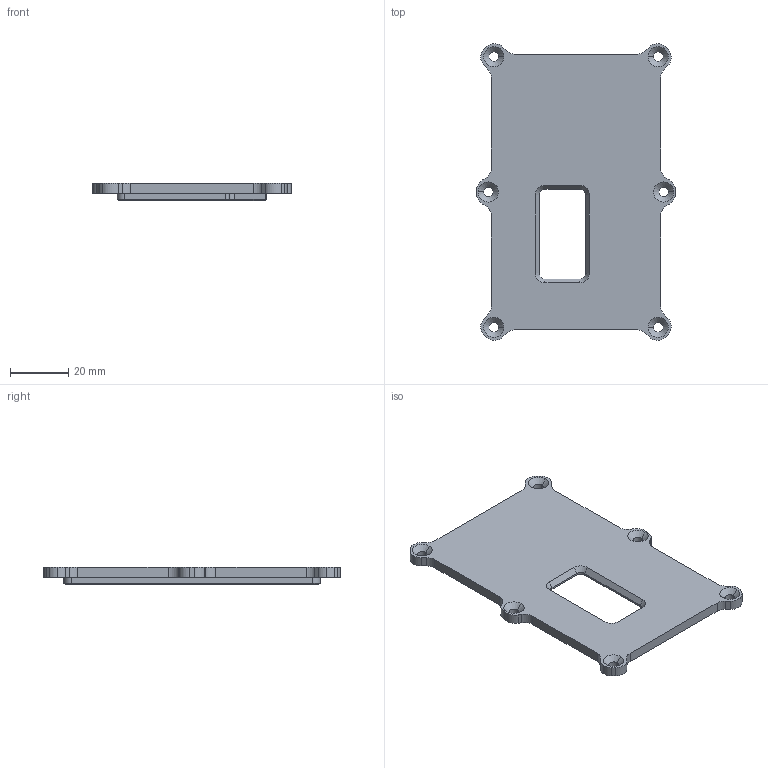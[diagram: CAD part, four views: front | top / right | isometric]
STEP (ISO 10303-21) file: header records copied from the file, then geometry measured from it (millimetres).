
FILE_DESCRIPTION (( 'STEP AP214' ), '1' );
FILE_NAME ('Deckel_Final.STEP', '2022-01-12T18:06:14', ( '' ), ( '' ), 'SwSTEP 2.0', 'SolidWorks 2019', '' );
FILE_SCHEMA (( 'AUTOMOTIVE_DESIGN' ));
Length unit declared in the file: millimetre
Products named in the file (1): Deckel_Final
Bounding box: 68.4 x 102.16 x 6 mm (x, y, z)
Volume: 18720.9 mm3; surface area: 14493.3 mm2
Topology: 1 solids, 1 shells, 152 faces, 404 edges, 259 vertices
Faces by surface type: cylinder 67, plane 63, cone 22
Entity records: 4798 total; most frequent: DIRECTION 866, CARTESIAN_POINT 816, ORIENTED_EDGE 808, EDGE_CURVE 404, AXIS2_PLACEMENT_3D 309, VERTEX_POINT 259, LINE 248, VECTOR 248
